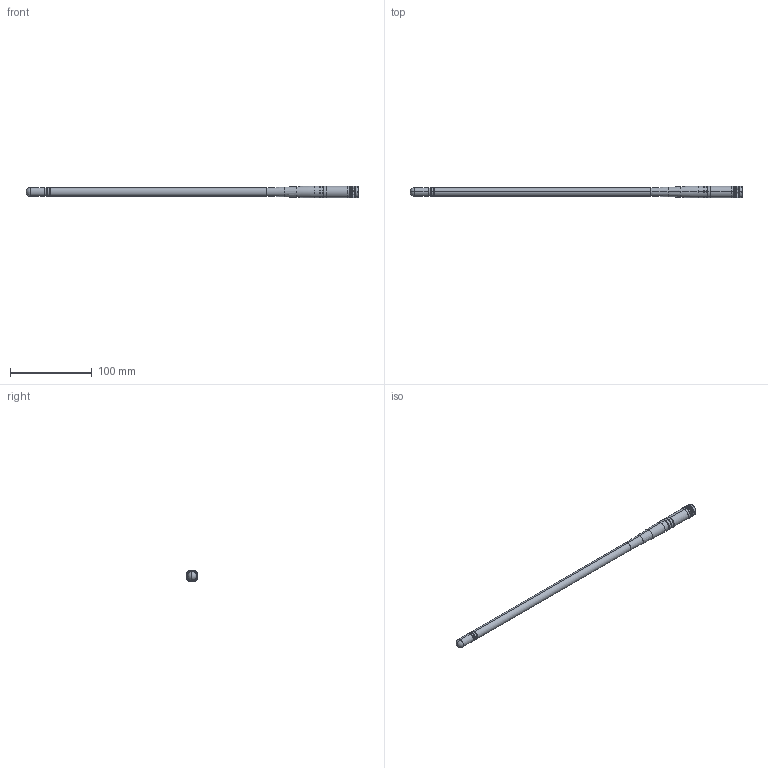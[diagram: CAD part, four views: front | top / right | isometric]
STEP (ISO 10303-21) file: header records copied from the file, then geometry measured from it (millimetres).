
FILE_DESCRIPTION (( 'STEP AP214' ), '1' );
FILE_NAME ('HG905RDR-RSP.STEP', '2013-01-18T20:43:49', ( 'x' ), ( '' ), 'SwSTEP 2.0', 'SolidWorks 2012', '' );
FILE_SCHEMA (( 'AUTOMOTIVE_DESIGN' ));
Length unit declared in the file: inch
Products named in the file (1): HG905RDR-RSP
Bounding box: 405.47 x 14.48 x 14.47 mm (x, y, z)
Volume: 41546 mm3; surface area: 15292.5 mm2
Topology: 1 solids, 1 shells, 577 faces, 1626 edges, 1065 vertices
Faces by surface type: plane 371, cylinder 160, cone 26, torus 18, sphere 2
Entity records: 25908 total; most frequent: CARTESIAN_POINT 3263, ORIENTED_EDGE 3244, DIRECTION 3152, EDGE_CURVE 1622, VECTOR 1248, LINE 1248, VERTEX_POINT 1063, AXIS2_PLACEMENT_3D 952
